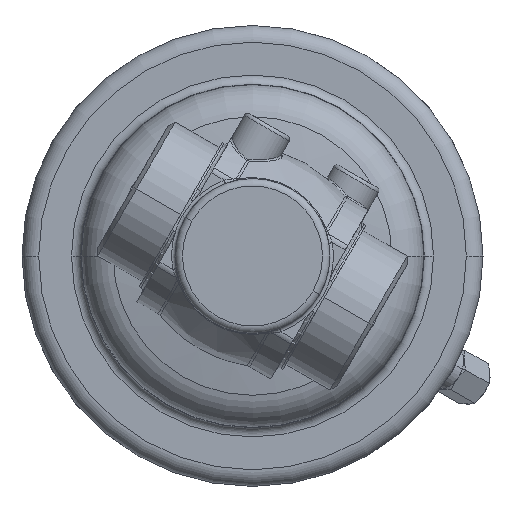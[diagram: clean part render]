
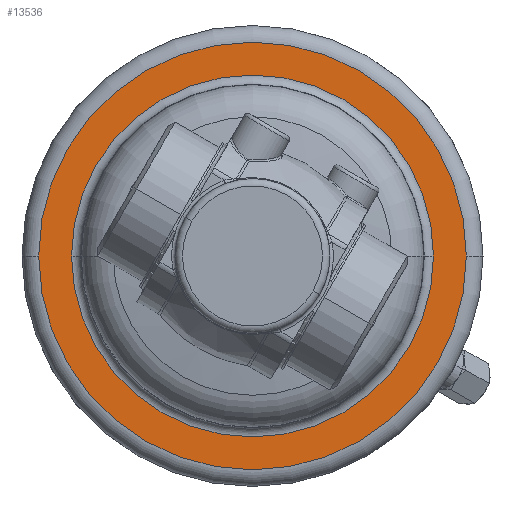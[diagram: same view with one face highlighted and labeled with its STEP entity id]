
A CAD part, left-side view. The second image highlights one B-rep face of the part: STEP entity #13536.
In plain terms, the highlighted planar face has unit normal (-1, 0, 0).
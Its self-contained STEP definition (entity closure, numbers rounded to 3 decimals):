
#181=CARTESIAN_POINT('',(-2.5,0.,0.));
#182=DIRECTION('',(1.,0.,0.));
#183=DIRECTION('',(0.,1.,0.));
#184=AXIS2_PLACEMENT_3D('',#181,#182,#183);
#186=CARTESIAN_POINT('',(-2.5,0.,0.));
#187=DIRECTION('',(-1.,0.,0.));
#188=DIRECTION('',(0.,1.,0.));
#189=AXIS2_PLACEMENT_3D('',#186,#187,#188);
#201=CARTESIAN_POINT('',(-2.5,0.,0.));
#202=DIRECTION('',(-1.,0.,0.));
#203=DIRECTION('',(0.,1.,0.));
#204=AXIS2_PLACEMENT_3D('',#201,#202,#203);
#206=CARTESIAN_POINT('',(-2.5,0.,0.));
#207=DIRECTION('',(1.,0.,0.));
#208=DIRECTION('',(0.,1.,0.));
#209=AXIS2_PLACEMENT_3D('',#206,#207,#208);
#12003=CARTESIAN_POINT('',(-2.5,58.05,0.));
#12005=VERTEX_POINT('',#12003);
#12006=CARTESIAN_POINT('',(-2.5,49.137,0.));
#12008=VERTEX_POINT('',#12006);
#12035=CARTESIAN_POINT('',(-2.5,-58.05,0.));
#12037=VERTEX_POINT('',#12035);
#12038=CARTESIAN_POINT('',(-2.5,-49.137,0.));
#12040=VERTEX_POINT('',#12038);
#13521=CARTESIAN_POINT('',(-2.5,0.,0.));
#13522=DIRECTION('',(1.,0.,0.));
#13523=DIRECTION('',(0.,-1.,0.));
#13524=AXIS2_PLACEMENT_3D('',#13521,#13522,#13523);
#13525=PLANE('',#13524);
#13526=ORIENTED_EDGE('',*,*,#13503,.T.);
#13527=ORIENTED_EDGE('',*,*,#13514,.F.);
#13528=EDGE_LOOP('',(#13526,#13527));
#13529=FACE_OUTER_BOUND('',#13528,.F.);
#13531=ORIENTED_EDGE('',*,*,#13530,.T.);
#13533=ORIENTED_EDGE('',*,*,#13532,.F.);
#13534=EDGE_LOOP('',(#13531,#13533));
#13535=FACE_BOUND('',#13534,.F.);
#13536=ADVANCED_FACE('',(#13529,#13535),#13525,.F.);
#185=CIRCLE('',#184,58.05);
#190=CIRCLE('',#189,58.05);
#205=CIRCLE('',#204,49.137);
#210=CIRCLE('',#209,49.137);
#13503=EDGE_CURVE('',#12005,#12037,#185,.T.);
#13514=EDGE_CURVE('',#12005,#12037,#190,.T.);
#13530=EDGE_CURVE('',#12008,#12040,#205,.T.);
#13532=EDGE_CURVE('',#12008,#12040,#210,.T.);
